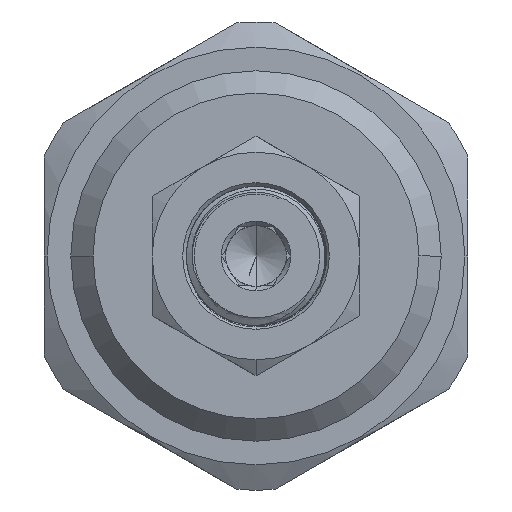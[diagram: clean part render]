
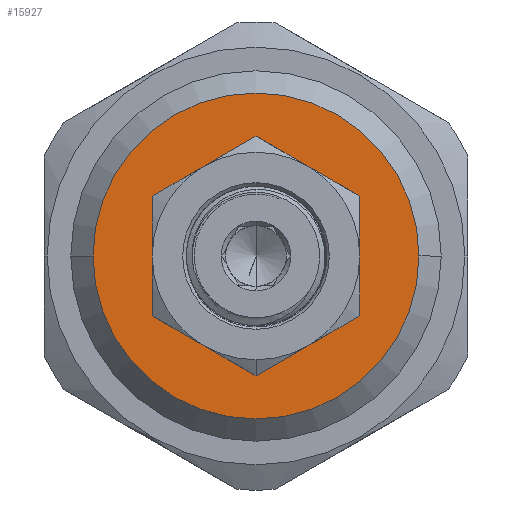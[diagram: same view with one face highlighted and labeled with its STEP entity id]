
A CAD part, left-side view. The second image highlights one B-rep face of the part: STEP entity #15927.
In plain terms, the highlighted planar face has unit normal (-1, 0, 0).
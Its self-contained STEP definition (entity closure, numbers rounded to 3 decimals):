
#5 = EDGE_CURVE ( 'NONE', #2491, #2495, #9979, .T. ) ;
#398 = AXIS2_PLACEMENT_3D ( 'NONE', #10481, #10480, #10671 ) ;
#540 = AXIS2_PLACEMENT_3D ( 'NONE', #10629, #10482, #10486 ) ;
#644 = AXIS2_PLACEMENT_3D ( 'NONE', #16308, #16309, #16310 ) ;
#651 = AXIS2_PLACEMENT_3D ( 'NONE', #10862, #10783, #10861 ) ;
#902 = DIRECTION ( 'NONE',  ( 1., 0., 0. ) ) ;
#1051 = CARTESIAN_POINT ( 'NONE',  ( 31.062, 3.5, 6.062 ) ) ;
#1065 = CARTESIAN_POINT ( 'NONE',  ( 31.062, 3.5, -6.062 ) ) ;
#1088 = CARTESIAN_POINT ( 'NONE',  ( 31.062, 7., 0. ) ) ;
#1149 = CARTESIAN_POINT ( 'NONE',  ( 31.062, 0., 0. ) ) ;
#1229 = CARTESIAN_POINT ( 'NONE',  ( 31.062, -7., 0. ) ) ;
#1312 = CARTESIAN_POINT ( 'NONE',  ( 31.062, 0., 7. ) ) ;
#1374 = CARTESIAN_POINT ( 'NONE',  ( 31.062, 11., 0. ) ) ;
#1378 = DIRECTION ( 'NONE',  ( 0., 0., -1. ) ) ;
#1714 = EDGE_CURVE ( 'NONE', #2040, #2488, #14288, .T. ) ;
#1941 = VERTEX_POINT ( 'NONE', #13012 ) ;
#1960 = VERTEX_POINT ( 'NONE', #12852 ) ;
#2040 = VERTEX_POINT ( 'NONE', #13032 ) ;
#2157 = VERTEX_POINT ( 'NONE', #1374 ) ;
#2173 = VERTEX_POINT ( 'NONE', #1065 ) ;
#2488 = VERTEX_POINT ( 'NONE', #1312 ) ;
#2491 = VERTEX_POINT ( 'NONE', #1051 ) ;
#2494 = VERTEX_POINT ( 'NONE', #1229 ) ;
#2495 = VERTEX_POINT ( 'NONE', #1088 ) ;
#2579 = AXIS2_PLACEMENT_3D ( 'NONE', #12978, #12975, #12983 ) ;
#2591 = AXIS2_PLACEMENT_3D ( 'NONE', #12311, #12349, #12305 ) ;
#2646 = EDGE_CURVE ( 'NONE', #2173, #2495, #14458, .T. ) ;
#2653 = AXIS2_PLACEMENT_3D ( 'NONE', #10816, #10818, #10593 ) ;
#2655 = EDGE_CURVE ( 'NONE', #1960, #2494, #14314, .T. ) ;
#2704 = EDGE_CURVE ( 'NONE', #2173, #1960, #13819, .T. ) ;
#2717 = AXIS2_PLACEMENT_3D ( 'NONE', #1149, #902, #1378 ) ;
#2720 = EDGE_CURVE ( 'NONE', #2494, #2040, #13919, .T. ) ;
#2722 = EDGE_CURVE ( 'NONE', #2488, #2491, #13906, .T. ) ;
#2742 = EDGE_CURVE ( 'NONE', #1941, #2157, #13545, .T. ) ;
#2919 = AXIS2_PLACEMENT_3D ( 'NONE', #10472, #10756, #10525 ) ;
#6840 = AXIS2_PLACEMENT_3D ( 'NONE', #8221, #8222, #8223 ) ;
#8219 = PLANE ( 'NONE',  #6840 ) ;
#8221 = CARTESIAN_POINT ( 'NONE',  ( 31.062, 0., 0. ) ) ;
#8222 = DIRECTION ( 'NONE',  ( -1., 0., 0. ) ) ;
#8223 = DIRECTION ( 'NONE',  ( 0., 1., 0. ) ) ;
#9618 = EDGE_CURVE ( 'NONE', #2157, #1941, #13838, .T. ) ;
#9775 = ORIENTED_EDGE ( 'NONE', *, *, #2646, .T. ) ;
#9819 = ORIENTED_EDGE ( 'NONE', *, *, #2722, .F. ) ;
#9847 = ORIENTED_EDGE ( 'NONE', *, *, #5, .F. ) ;
#9979 = CIRCLE ( 'NONE', #2591, 7. ) ;
#10472 = CARTESIAN_POINT ( 'NONE',  ( 31.062, 0., 0. ) ) ;
#10480 = DIRECTION ( 'NONE',  ( -1., 0., 0. ) ) ;
#10481 = CARTESIAN_POINT ( 'NONE',  ( 31.062, 0., 0. ) ) ;
#10482 = DIRECTION ( 'NONE',  ( -1., 0., 0. ) ) ;
#10486 = DIRECTION ( 'NONE',  ( 0., 0., -1. ) ) ;
#10525 = DIRECTION ( 'NONE',  ( 0., 0., -1. ) ) ;
#10593 = DIRECTION ( 'NONE',  ( 0., 0., -1. ) ) ;
#10629 = CARTESIAN_POINT ( 'NONE',  ( 31.062, 0., 0. ) ) ;
#10671 = DIRECTION ( 'NONE',  ( 0., 0., -1. ) ) ;
#10756 = DIRECTION ( 'NONE',  ( -1., 0., 0. ) ) ;
#10783 = DIRECTION ( 'NONE',  ( -1., 0., 0. ) ) ;
#10816 = CARTESIAN_POINT ( 'NONE',  ( 31.062, 0., 0. ) ) ;
#10818 = DIRECTION ( 'NONE',  ( -1., 0., 0. ) ) ;
#10861 = DIRECTION ( 'NONE',  ( 0., 1., 0. ) ) ;
#10862 = CARTESIAN_POINT ( 'NONE',  ( 31.062, 0., 0. ) ) ;
#12305 = DIRECTION ( 'NONE',  ( 0., 0., -1. ) ) ;
#12311 = CARTESIAN_POINT ( 'NONE',  ( 31.062, 0., 0. ) ) ;
#12349 = DIRECTION ( 'NONE',  ( -1., 0., 0. ) ) ;
#12429 = ORIENTED_EDGE ( 'NONE', *, *, #9618, .T. ) ;
#12434 = ORIENTED_EDGE ( 'NONE', *, *, #2720, .F. ) ;
#12462 = ORIENTED_EDGE ( 'NONE', *, *, #2742, .T. ) ;
#12476 = ORIENTED_EDGE ( 'NONE', *, *, #2704, .F. ) ;
#12491 = ORIENTED_EDGE ( 'NONE', *, *, #1714, .F. ) ;
#12570 = ORIENTED_EDGE ( 'NONE', *, *, #2655, .F. ) ;
#12646 = EDGE_LOOP ( 'NONE', ( #12462, #12429 ) ) ;
#12654 = EDGE_LOOP ( 'NONE', ( #12570, #12476, #9775, #9847, #9819, #12491, #12434 ) ) ;
#12852 = CARTESIAN_POINT ( 'NONE',  ( 31.062, -3.5, -6.062 ) ) ;
#12975 = DIRECTION ( 'NONE',  ( -1., 0., 0. ) ) ;
#12978 = CARTESIAN_POINT ( 'NONE',  ( 31.062, 0., 0. ) ) ;
#12983 = DIRECTION ( 'NONE',  ( 0., 0., -1. ) ) ;
#13012 = CARTESIAN_POINT ( 'NONE',  ( 31.062, -11., 0. ) ) ;
#13032 = CARTESIAN_POINT ( 'NONE',  ( 31.062, -3.5, 6.062 ) ) ;
#13545 = CIRCLE ( 'NONE', #651, 11. ) ;
#13819 = CIRCLE ( 'NONE', #2919, 7. ) ;
#13838 = CIRCLE ( 'NONE', #644, 11. ) ;
#13906 = CIRCLE ( 'NONE', #398, 7. ) ;
#13919 = CIRCLE ( 'NONE', #540, 7. ) ;
#14172 = FACE_BOUND ( 'NONE', #12654, .T. ) ;
#14288 = CIRCLE ( 'NONE', #2579, 7. ) ;
#14314 = CIRCLE ( 'NONE', #2653, 7. ) ;
#14458 = CIRCLE ( 'NONE', #2717, 7. ) ;
#14514 = FACE_OUTER_BOUND ( 'NONE', #12646, .T. ) ;
#15927 = ADVANCED_FACE ( 'NONE', ( #14172, #14514 ), #8219, .T. ) ;
#16308 = CARTESIAN_POINT ( 'NONE',  ( 31.062, 0., 0. ) ) ;
#16309 = DIRECTION ( 'NONE',  ( -1., 0., 0. ) ) ;
#16310 = DIRECTION ( 'NONE',  ( 0., 1., 0. ) ) ;
